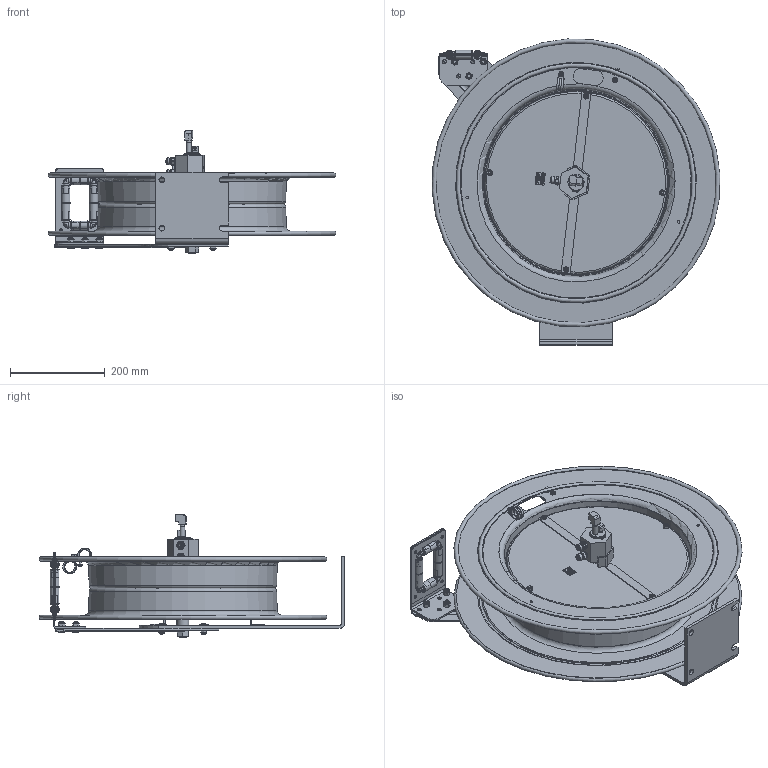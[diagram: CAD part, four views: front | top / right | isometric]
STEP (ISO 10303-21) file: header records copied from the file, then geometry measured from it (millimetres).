
FILE_DESCRIPTION(/* description */ (''),/* implementation_level */ '2;1');
FILE_NAME(/* name */ 'EZ-SHWT-175_SHARED.stp',/* time_stamp */ '2020-02-27T15:10:20-07:00',/* author */ ('NMelton'),/* organization */ (''),/* preprocessor_version */ 'ST-DEVELOPER v17',/* originating_system */ 'Autodesk Inventor 2019',/* authorisation */ '');
FILE_SCHEMA (('AUTOMOTIVE_DESIGN { 1 0 10303 214 3 1 1 }'));
Products named in the file (1): EZ-SHWT-175_SHARED
Bounding box: 608.52 x 647.16 x 258.47 mm (x, y, z)
Surface area: 1868513 mm2 (no closed solid volume)
Topology: 0 solids, 163 shells, 2757 faces, 11844 edges, 8862 vertices
Faces by surface type: plane 1379, cylinder 614, bspline 435, cone 200, torus 98, sphere 31
Full cylindrical faces by diameter (mm): 1.93 x2, 2.54 x1, 3.048 x1, 3.962 x2, 4.699 x4, 4.75 x3, 4.826 x2, 5.08 x2, 5.159 x1, 5.182 x2, 5.556 x1, 5.575 x1, 5.588 x7, 6.35 x8, 7.112 x2, 7.938 x3, 8.636 x7, 8.89 x3, 10.312 x1, 10.414 x1, 11.43 x3, 11.557 x4, 12.192 x7, 12.7 x2, 14.287 x2, 15.875 x2, 19.05 x7, 25.362 x1, 25.578 x1, 28.448 x1
Entity records: 130115 total; most frequent: CARTESIAN_POINT 37869, ORIENTED_EDGE 17291, DIRECTION 16168, EDGE_CURVE 11806, VERTEX_POINT 8862, LINE 6684, VECTOR 6684, AXIS2_PLACEMENT_3D 4742
